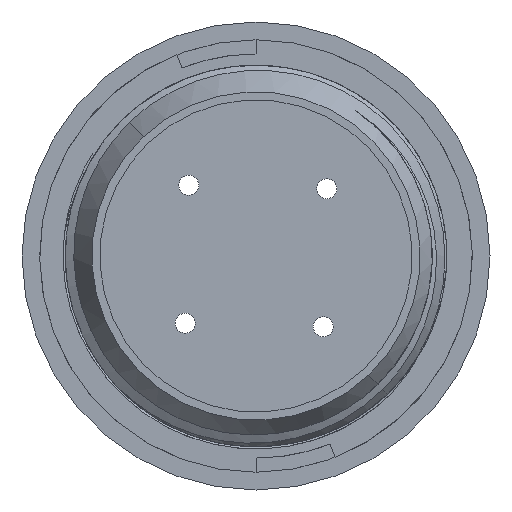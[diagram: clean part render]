
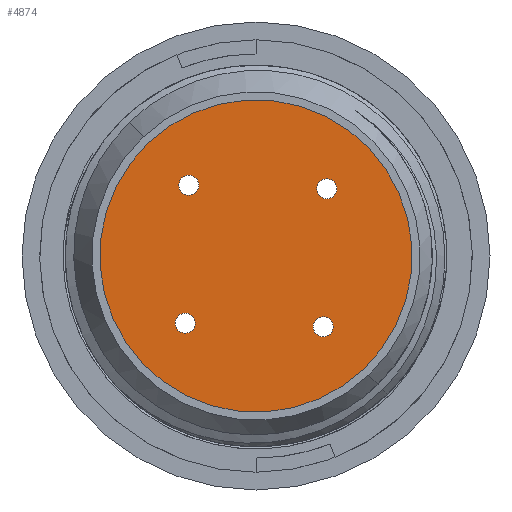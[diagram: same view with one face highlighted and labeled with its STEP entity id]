
A CAD part, front view. The second image highlights one B-rep face of the part: STEP entity #4874.
In plain terms, the highlighted planar face has unit normal (0, -1, 0).
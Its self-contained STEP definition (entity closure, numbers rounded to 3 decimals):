
#151 = EDGE_LOOP ( 'NONE', ( #9376, #5436 ) ) ;
#250 = AXIS2_PLACEMENT_3D ( 'NONE', #9499, #7938, #374 ) ;
#273 = EDGE_CURVE ( 'NONE', #5168, #2833, #2636, .T. ) ;
#284 = DIRECTION ( 'NONE',  ( 0., 0., 1. ) ) ;
#374 = DIRECTION ( 'NONE',  ( 0., 0., 1. ) ) ;
#592 = CARTESIAN_POINT ( 'NONE',  ( 0., 45., 22. ) ) ;
#707 = ORIENTED_EDGE ( 'NONE', *, *, #9482, .T. ) ;
#745 = EDGE_CURVE ( 'NONE', #10309, #1239, #6031, .T. ) ;
#784 = CIRCLE ( 'NONE', #3279, 2.25 ) ;
#883 = EDGE_CURVE ( 'NONE', #1786, #7437, #3306, .T. ) ;
#933 = CARTESIAN_POINT ( 'NONE',  ( 22., 45., 0. ) ) ;
#1037 = DIRECTION ( 'NONE',  ( 0., 1., 0. ) ) ;
#1124 = AXIS2_PLACEMENT_3D ( 'NONE', #933, #10347, #5112 ) ;
#1239 = VERTEX_POINT ( 'NONE', #6408 ) ;
#1352 = CARTESIAN_POINT ( 'NONE',  ( 0., 45., -24.25 ) ) ;
#1355 = DIRECTION ( 'NONE',  ( 0., 1., 0. ) ) ;
#1511 = CARTESIAN_POINT ( 'NONE',  ( 22., 45., 2.25 ) ) ;
#1638 = EDGE_CURVE ( 'NONE', #7437, #1786, #1656, .T. ) ;
#1656 = CIRCLE ( 'NONE', #1124, 2.25 ) ;
#1711 = DIRECTION ( 'NONE',  ( 0., 1., 0. ) ) ;
#1763 = CIRCLE ( 'NONE', #4079, 2.25 ) ;
#1786 = VERTEX_POINT ( 'NONE', #4604 ) ;
#1820 = PLANE ( 'NONE',  #9135 ) ;
#1846 = DIRECTION ( 'NONE',  ( 0., 1., 0. ) ) ;
#2005 = DIRECTION ( 'NONE',  ( 0., 1., 0. ) ) ;
#2081 = EDGE_CURVE ( 'NONE', #2957, #5553, #1763, .T. ) ;
#2405 = EDGE_LOOP ( 'NONE', ( #707, #8711 ) ) ;
#2452 = ORIENTED_EDGE ( 'NONE', *, *, #1638, .T. ) ;
#2636 = CIRCLE ( 'NONE', #8848, 35.2 ) ;
#2711 = FACE_BOUND ( 'NONE', #2405, .T. ) ;
#2833 = VERTEX_POINT ( 'NONE', #5753 ) ;
#2912 = CIRCLE ( 'NONE', #4687, 2.25 ) ;
#2957 = VERTEX_POINT ( 'NONE', #10042 ) ;
#3017 = CARTESIAN_POINT ( 'NONE',  ( -22., 45., 0. ) ) ;
#3074 = DIRECTION ( 'NONE',  ( 0., 0., 1. ) ) ;
#3124 = DIRECTION ( 'NONE',  ( 0., 0., 1. ) ) ;
#3279 = AXIS2_PLACEMENT_3D ( 'NONE', #3017, #2005, #3124 ) ;
#3306 = CIRCLE ( 'NONE', #7038, 2.25 ) ;
#3327 = DIRECTION ( 'NONE',  ( 0., 1., 0. ) ) ;
#3341 = CARTESIAN_POINT ( 'NONE',  ( 0., 45., 35.2 ) ) ;
#3568 = CARTESIAN_POINT ( 'NONE',  ( 0., 45., 24.25 ) ) ;
#4014 = CARTESIAN_POINT ( 'NONE',  ( -22., 45., 2.25 ) ) ;
#4033 = AXIS2_PLACEMENT_3D ( 'NONE', #6421, #1355, #3074 ) ;
#4079 = AXIS2_PLACEMENT_3D ( 'NONE', #592, #9894, #4097 ) ;
#4097 = DIRECTION ( 'NONE',  ( 0., 0., 1. ) ) ;
#4294 = CARTESIAN_POINT ( 'NONE',  ( 0., 45., -22. ) ) ;
#4379 = CARTESIAN_POINT ( 'NONE',  ( 0., 45., 0. ) ) ;
#4432 = DIRECTION ( 'NONE',  ( 0., 0., 1. ) ) ;
#4440 = ORIENTED_EDGE ( 'NONE', *, *, #745, .T. ) ;
#4604 = CARTESIAN_POINT ( 'NONE',  ( 22., 45., -2.25 ) ) ;
#4624 = VERTEX_POINT ( 'NONE', #4959 ) ;
#4687 = AXIS2_PLACEMENT_3D ( 'NONE', #4294, #1846, #8634 ) ;
#4874 = ADVANCED_FACE ( 'NONE', ( #2711, #10289, #6884, #7773, #11024 ), #1820, .F. ) ;
#4959 = CARTESIAN_POINT ( 'NONE',  ( 0., 45., -19.75 ) ) ;
#5112 = DIRECTION ( 'NONE',  ( 0., 0., 1. ) ) ;
#5168 = VERTEX_POINT ( 'NONE', #3341 ) ;
#5436 = ORIENTED_EDGE ( 'NONE', *, *, #2081, .T. ) ;
#5553 = VERTEX_POINT ( 'NONE', #3568 ) ;
#5753 = CARTESIAN_POINT ( 'NONE',  ( 0., 45., -35.2 ) ) ;
#5849 = EDGE_CURVE ( 'NONE', #5553, #2957, #7939, .T. ) ;
#6031 = CIRCLE ( 'NONE', #8518, 2.25 ) ;
#6408 = CARTESIAN_POINT ( 'NONE',  ( -22., 45., -2.25 ) ) ;
#6421 = CARTESIAN_POINT ( 'NONE',  ( 0., 45., 22. ) ) ;
#6617 = DIRECTION ( 'NONE',  ( 0., 0., 1. ) ) ;
#6650 = EDGE_LOOP ( 'NONE', ( #2452, #9993 ) ) ;
#6884 = FACE_BOUND ( 'NONE', #151, .T. ) ;
#6952 = CARTESIAN_POINT ( 'NONE',  ( 22., 45., 0. ) ) ;
#7038 = AXIS2_PLACEMENT_3D ( 'NONE', #6952, #8786, #284 ) ;
#7368 = CIRCLE ( 'NONE', #7724, 2.25 ) ;
#7437 = VERTEX_POINT ( 'NONE', #1511 ) ;
#7443 = CARTESIAN_POINT ( 'NONE',  ( 0., 45., 0. ) ) ;
#7724 = AXIS2_PLACEMENT_3D ( 'NONE', #8658, #1037, #4432 ) ;
#7773 = FACE_BOUND ( 'NONE', #8546, .T. ) ;
#7938 = DIRECTION ( 'NONE',  ( 0., 1., 0. ) ) ;
#7939 = CIRCLE ( 'NONE', #4033, 2.25 ) ;
#8003 = EDGE_LOOP ( 'NONE', ( #8164, #9179 ) ) ;
#8164 = ORIENTED_EDGE ( 'NONE', *, *, #11030, .F. ) ;
#8354 = DIRECTION ( 'NONE',  ( 0., 1., 0. ) ) ;
#8432 = EDGE_CURVE ( 'NONE', #1239, #10309, #784, .T. ) ;
#8518 = AXIS2_PLACEMENT_3D ( 'NONE', #9188, #8354, #8567 ) ;
#8546 = EDGE_LOOP ( 'NONE', ( #4440, #11033 ) ) ;
#8567 = DIRECTION ( 'NONE',  ( 0., 0., 1. ) ) ;
#8600 = CIRCLE ( 'NONE', #250, 35.2 ) ;
#8634 = DIRECTION ( 'NONE',  ( 0., 0., 1. ) ) ;
#8658 = CARTESIAN_POINT ( 'NONE',  ( 0., 45., -22. ) ) ;
#8711 = ORIENTED_EDGE ( 'NONE', *, *, #9939, .T. ) ;
#8786 = DIRECTION ( 'NONE',  ( 0., 1., 0. ) ) ;
#8848 = AXIS2_PLACEMENT_3D ( 'NONE', #7443, #3327, #6617 ) ;
#9135 = AXIS2_PLACEMENT_3D ( 'NONE', #4379, #1711, #10177 ) ;
#9179 = ORIENTED_EDGE ( 'NONE', *, *, #273, .F. ) ;
#9188 = CARTESIAN_POINT ( 'NONE',  ( -22., 45., 0. ) ) ;
#9376 = ORIENTED_EDGE ( 'NONE', *, *, #5849, .T. ) ;
#9482 = EDGE_CURVE ( 'NONE', #4624, #10008, #7368, .T. ) ;
#9499 = CARTESIAN_POINT ( 'NONE',  ( 0., 45., 0. ) ) ;
#9894 = DIRECTION ( 'NONE',  ( 0., 1., 0. ) ) ;
#9939 = EDGE_CURVE ( 'NONE', #10008, #4624, #2912, .T. ) ;
#9993 = ORIENTED_EDGE ( 'NONE', *, *, #883, .T. ) ;
#10008 = VERTEX_POINT ( 'NONE', #1352 ) ;
#10042 = CARTESIAN_POINT ( 'NONE',  ( 0., 45., 19.75 ) ) ;
#10177 = DIRECTION ( 'NONE',  ( 0., 0., 1. ) ) ;
#10289 = FACE_BOUND ( 'NONE', #6650, .T. ) ;
#10309 = VERTEX_POINT ( 'NONE', #4014 ) ;
#10347 = DIRECTION ( 'NONE',  ( 0., 1., 0. ) ) ;
#11024 = FACE_OUTER_BOUND ( 'NONE', #8003, .T. ) ;
#11030 = EDGE_CURVE ( 'NONE', #2833, #5168, #8600, .T. ) ;
#11033 = ORIENTED_EDGE ( 'NONE', *, *, #8432, .T. ) ;
